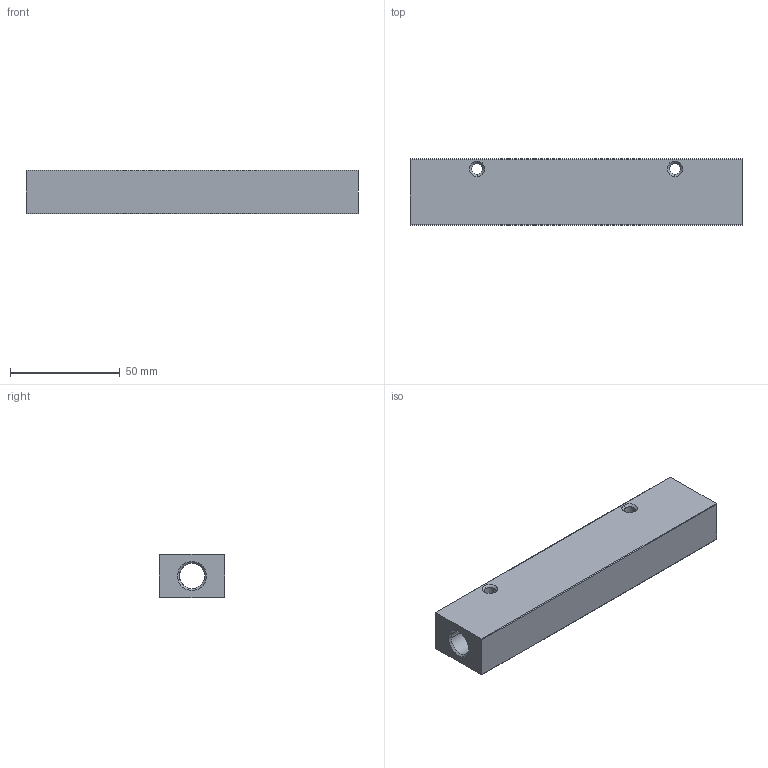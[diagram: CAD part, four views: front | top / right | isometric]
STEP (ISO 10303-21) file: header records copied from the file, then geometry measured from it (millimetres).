
FILE_DESCRIPTION(('STEP AP214'),'1');
FILE_NAME('3311_10_13_05.stp','2016-07-07T14:26:12',('TraceParts'),('TraceParts S.A.'),'Spatial InterOp 3D',' ',' ');
FILE_SCHEMA(('automotive_design'));
Length unit declared in the file: millimetre
Products named in the file (1): Solide1
Bounding box: 151 x 30 x 20 mm (x, y, z)
Volume: 71382.6 mm3; surface area: 22654.9 mm2
Topology: 1 solids, 1 shells, 48 faces, 133 edges, 82 vertices
Faces by surface type: cone 22, cylinder 20, plane 6
Entity records: 2176 total; most frequent: CARTESIAN_POINT 479, DIRECTION 285, ORIENTED_EDGE 266, EDGE_CURVE 133, AXIS2_PLACEMENT_3D 113, VERTEX_POINT 82, CIRCLE 64, EDGE_LOOP 59
